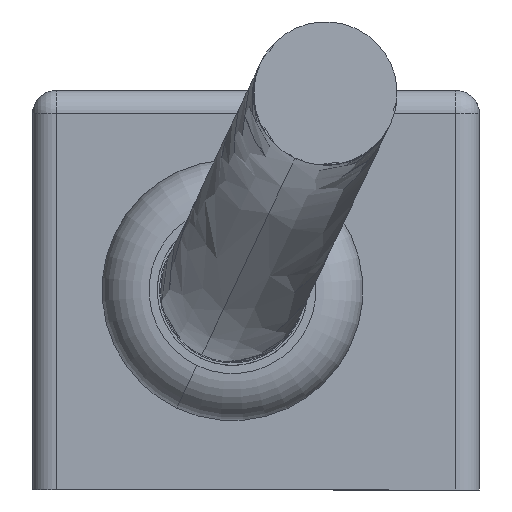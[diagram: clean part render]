
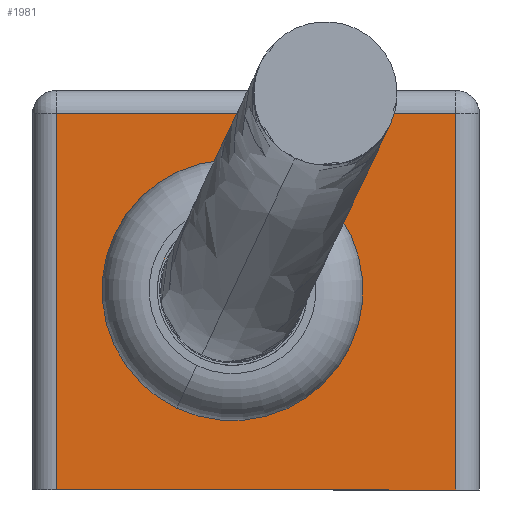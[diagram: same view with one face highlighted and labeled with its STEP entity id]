
A CAD part, front view. The second image highlights one B-rep face of the part: STEP entity #1981.
In plain terms, the highlighted face is planar.
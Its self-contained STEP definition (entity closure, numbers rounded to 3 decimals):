
#1761 = VERTEX_POINT ( 'NONE', #2063 ) ;
#1783 = EDGE_CURVE ( 'NONE', #1761, #1784, #2103, .T. ) ;
#1784 = VERTEX_POINT ( 'NONE', #2098 ) ;
#1822 = VERTEX_POINT ( 'NONE', #2163 ) ;
#1823 = VERTEX_POINT ( 'NONE', #2162 ) ;
#1929 = EDGE_CURVE ( 'NONE', #1963, #1822, #2456, .T. ) ;
#1937 = EDGE_CURVE ( 'NONE', #1823, #1938, #2433, .T. ) ;
#1938 = VERTEX_POINT ( 'NONE', #2429 ) ;
#1951 = ORIENTED_EDGE ( 'NONE', *, *, #1976, .T. ) ;
#1961 = ORIENTED_EDGE ( 'NONE', *, *, #1962, .T. ) ;
#1962 = EDGE_CURVE ( 'NONE', #1938, #1963, #2523, .T. ) ;
#1963 = VERTEX_POINT ( 'NONE', #2519 ) ;
#1971 = EDGE_LOOP ( 'NONE', ( #1951, #2010, #1961, #1995 ) ) ;
#1976 = EDGE_CURVE ( 'NONE', #1822, #1823, #2501, .T. ) ;
#1981 = ADVANCED_FACE ( 'NONE', ( #2558, #2557 ), #2556, .F. ) ;
#1982 = EDGE_LOOP ( 'NONE', ( #2009, #1997 ) ) ;
#1995 = ORIENTED_EDGE ( 'NONE', *, *, #1929, .T. ) ;
#1996 = EDGE_CURVE ( 'NONE', #1784, #1761, #2534, .T. ) ;
#1997 = ORIENTED_EDGE ( 'NONE', *, *, #1783, .F. ) ;
#2009 = ORIENTED_EDGE ( 'NONE', *, *, #1996, .F. ) ;
#2010 = ORIENTED_EDGE ( 'NONE', *, *, #1937, .T. ) ;
#2063 = CARTESIAN_POINT ( 'NONE',  ( 82.5, 8.5, 11.7 ) ) ;
#2098 = CARTESIAN_POINT ( 'NONE',  ( 82.5, 8.5, 5.3 ) ) ;
#2099 = DIRECTION ( 'NONE',  ( 0., 0., -1. ) ) ;
#2100 = DIRECTION ( 'NONE',  ( 1., 0., 0. ) ) ;
#2101 = CARTESIAN_POINT ( 'NONE',  ( 82.5, 8.5, 8.5 ) ) ;
#2102 = AXIS2_PLACEMENT_3D ( 'NONE', #2101, #2100, #2099 ) ;
#2103 = CIRCLE ( 'NONE', #2102, 3.2 ) ;
#2162 = CARTESIAN_POINT ( 'NONE',  ( 82.5, 1., 16. ) ) ;
#2163 = CARTESIAN_POINT ( 'NONE',  ( 82.5, 18., 16. ) ) ;
#2429 = CARTESIAN_POINT ( 'NONE',  ( 82.5, 1., 0. ) ) ;
#2430 = DIRECTION ( 'NONE',  ( 0., 0., -1. ) ) ;
#2431 = VECTOR ( 'NONE', #2430, 1000. ) ;
#2432 = CARTESIAN_POINT ( 'NONE',  ( 82.5, 1., 17. ) ) ;
#2433 = LINE ( 'NONE', #2432, #2431 ) ;
#2453 = DIRECTION ( 'NONE',  ( 0., 0., 1. ) ) ;
#2454 = VECTOR ( 'NONE', #2453, 1000. ) ;
#2455 = CARTESIAN_POINT ( 'NONE',  ( 82.5, 18., 17. ) ) ;
#2456 = LINE ( 'NONE', #2455, #2454 ) ;
#2498 = DIRECTION ( 'NONE',  ( 0., -1., 0. ) ) ;
#2499 = VECTOR ( 'NONE', #2498, 1000. ) ;
#2500 = CARTESIAN_POINT ( 'NONE',  ( 82.5, 0., 16. ) ) ;
#2501 = LINE ( 'NONE', #2500, #2499 ) ;
#2519 = CARTESIAN_POINT ( 'NONE',  ( 82.5, 18., 0. ) ) ;
#2520 = DIRECTION ( 'NONE',  ( 0., 1., 0. ) ) ;
#2521 = VECTOR ( 'NONE', #2520, 1000. ) ;
#2522 = CARTESIAN_POINT ( 'NONE',  ( 82.5, 0., 0. ) ) ;
#2523 = LINE ( 'NONE', #2522, #2521 ) ;
#2530 = DIRECTION ( 'NONE',  ( 0., 0., -1. ) ) ;
#2531 = DIRECTION ( 'NONE',  ( 1., 0., 0. ) ) ;
#2532 = CARTESIAN_POINT ( 'NONE',  ( 82.5, 8.5, 8.5 ) ) ;
#2533 = AXIS2_PLACEMENT_3D ( 'NONE', #2532, #2531, #2530 ) ;
#2534 = CIRCLE ( 'NONE', #2533, 3.2 ) ;
#2552 = DIRECTION ( 'NONE',  ( 0., 0., 1. ) ) ;
#2553 = DIRECTION ( 'NONE',  ( -1., 0., 0. ) ) ;
#2554 = CARTESIAN_POINT ( 'NONE',  ( 82.5, 0., 17. ) ) ;
#2555 = AXIS2_PLACEMENT_3D ( 'NONE', #2554, #2553, #2552 ) ;
#2556 = PLANE ( 'NONE',  #2555 ) ;
#2557 = FACE_OUTER_BOUND ( 'NONE', #1971, .T. ) ;
#2558 = FACE_BOUND ( 'NONE', #1982, .T. ) ;
